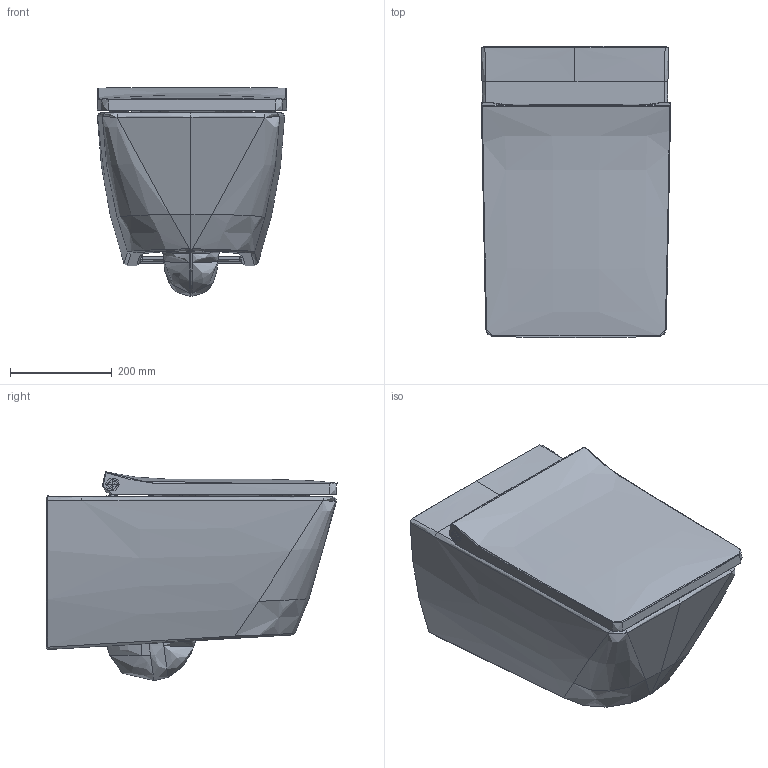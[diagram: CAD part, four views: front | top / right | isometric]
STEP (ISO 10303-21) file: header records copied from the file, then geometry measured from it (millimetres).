
FILE_DESCRIPTION(/* description */ (''),/* implementation_level */ '2;1');
FILE_NAME(/* name */ '251109',/* time_stamp */ '2019-02-19T09:52:54+01:00',/* author */ (''),/* organization */ (''),/* preprocessor_version */ 'ST-DEVELOPER v15',/* originating_system */ '',/* authorisation */ '');
FILE_SCHEMA (('AUTOMOTIVE_DESIGN'));
Products named in the file (1): Document
Bounding box: 371.48 x 572.4 x 410.47 mm (x, y, z)
Volume: 1686968.4 mm3; surface area: 2016530 mm2
Topology: 18 solids, 19 shells, 3570 faces, 9002 edges, 5464 vertices
Faces by surface type: bspline 3570
Entity records: 552388 total; most frequent: CARTESIAN_POINT 439739, B_SPLINE_CURVE_WITH_KNOTS 23057, ORIENTED_EDGE 17844, PCURVE 17844, DEFINITIONAL_REPRESENTATION 17844, SURFACE_CURVE 8924, EDGE_CURVE 8924, VERTEX_POINT 5464
